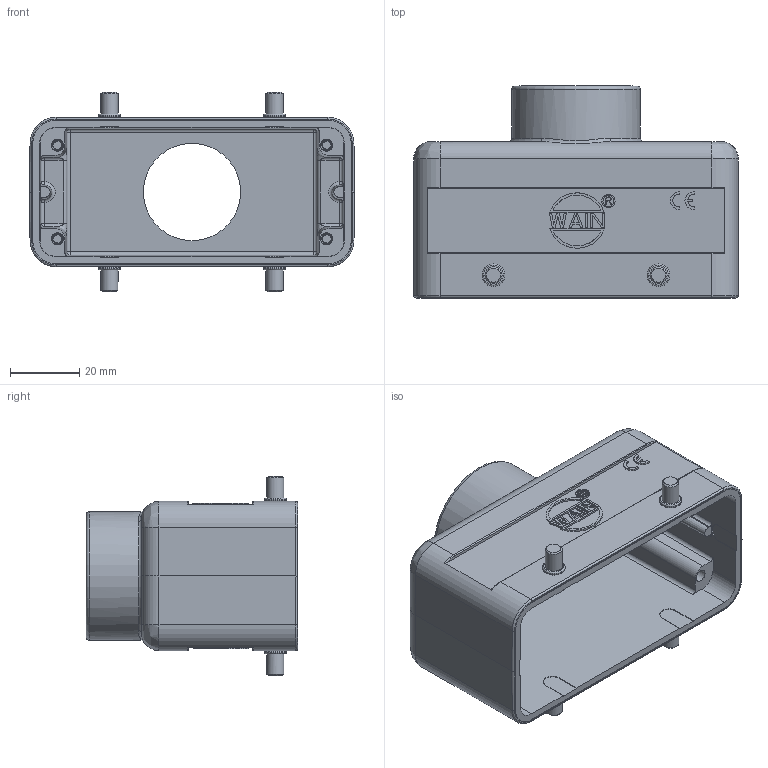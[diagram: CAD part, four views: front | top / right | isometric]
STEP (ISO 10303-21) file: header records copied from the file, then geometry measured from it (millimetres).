
FILE_DESCRIPTION(/* description */ (''),/* implementation_level */ '2;1');
FILE_NAME(/* name */ '_model3.stp',/* time_stamp */ '2024-03-20T13:12:11+08:00',/* author */ (''),/* organization */ (''),/* preprocessor_version */ 'ST-DEVELOPER v18.1',/* originating_system */ 'SIEMENS PLM Software NX 1980',/* authorisation */ '');
FILE_SCHEMA (('AP203_CONFIGURATION_CONTROLLED_3D_DESIGN_OF_MECHANICAL_PARTS_AND_ASSEMBLIES_MIM_LF { 1 0 10303 403 2 1 2}'));
Length unit declared in the file: millimetre
Products named in the file (1): _model3
Bounding box: 93.5 x 61 x 57.5 mm (x, y, z)
Volume: 52702.4 mm3; surface area: 32847.5 mm2
Topology: 1 solids, 1 shells, 518 faces, 1327 edges, 850 vertices
Faces by surface type: plane 260, cylinder 184, torus 25, bspline 18, sphere 12, cone 11, extrusion 8
Full cylindrical faces by diameter (mm): 2.6 x80, 3.15 x2, 3.5 x4, 3.85 x2, 4.9 x4, 6.5 x4, 28 x1, 30.5 x1, 37 x1
Entity records: 33658 total; most frequent: CARTESIAN_POINT 23534, ORIENTED_EDGE 2044, DIRECTION 2006, EDGE_CURVE 1022, VECTOR 704, LINE 696, VERTEX_POINT 674, AXIS2_PLACEMENT_3D 651
